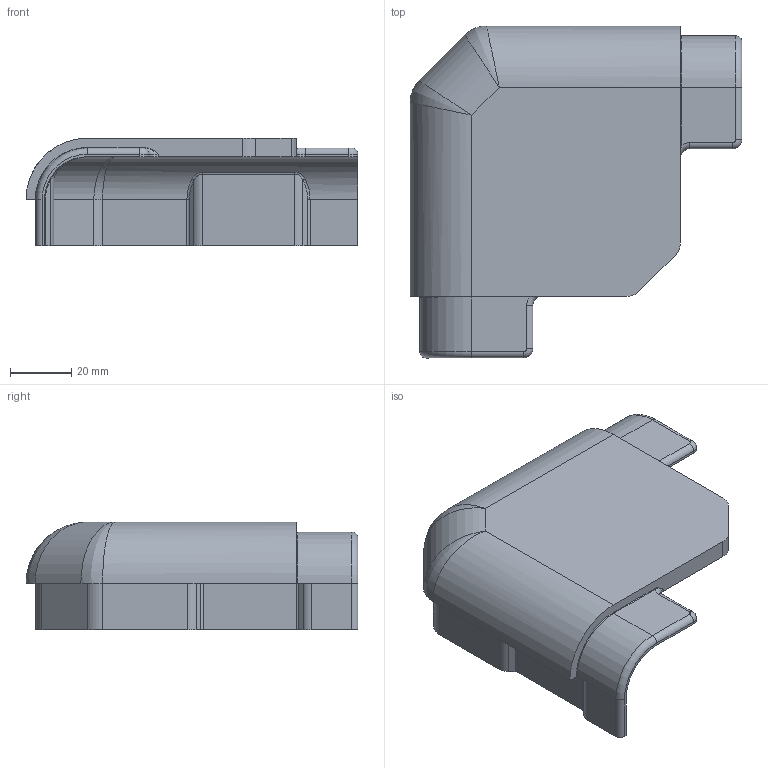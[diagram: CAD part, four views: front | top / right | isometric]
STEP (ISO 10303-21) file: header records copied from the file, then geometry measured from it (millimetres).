
FILE_DESCRIPTION (( 'STEP AP203' ), '1' );
FILE_NAME ('StyroTRIM-MED Roof Cap.STEP', '2014-01-11T04:14:50', ( 'John Massey' ), ( 'Microsoft' ), 'SwSTEP 2.0', 'SolidWorks 2014', '' );
FILE_SCHEMA (( 'CONFIG_CONTROL_DESIGN' ));
Length unit declared in the file: millimetre
Products named in the file (1): StyroTRIM-MED Roof Cap
Bounding box: 108 x 108 x 35 mm (x, y, z)
Volume: 62282 mm3; surface area: 29041.5 mm2
Topology: 1 solids, 1 shells, 127 faces, 331 edges, 204 vertices
Faces by surface type: plane 49, cylinder 44, bspline 14, cone 12, torus 8
Entity records: 4394 total; most frequent: CARTESIAN_POINT 1271, ORIENTED_EDGE 650, DIRECTION 641, EDGE_CURVE 325, AXIS2_PLACEMENT_3D 230, VERTEX_POINT 204, VECTOR 181, LINE 181
